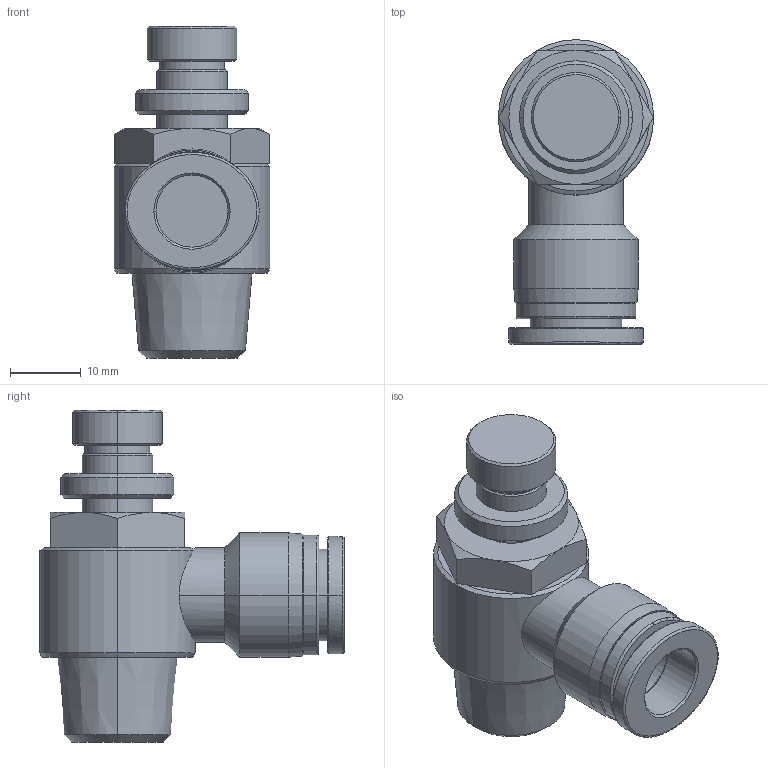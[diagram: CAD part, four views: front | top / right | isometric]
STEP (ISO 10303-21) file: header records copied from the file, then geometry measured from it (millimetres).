
FILE_DESCRIPTION((''),'2;1');
FILE_NAME('NSE1003-MDT.stp','2017-07-22T08:52:19',(''),(''),'Mechanical Desktop 2009','Mechanical Desktop 2009',', , ');
FILE_SCHEMA(('CONFIG_CONTROL_DESIGN'));
Length unit declared in the file: millimetre
Products named in the file (6): NSE1003-MDTA; NSE1003-MDT; NSE; COLLAR-06L; R03; COLLAR-10L
Assembly tree (6 placements, depth 3):
  NSE1003-MDTA
    NSE1003-MDT
    NSE
      COLLAR-06L
      R03
    R03
    COLLAR-10L
Bounding box: 22 x 43.1 x 47 mm (x, y, z)
Volume: 14352.4 mm3; surface area: 5664.4 mm2
Topology: 1 solids, 1 shells, 97 faces, 211 edges, 127 vertices
Faces by surface type: plane 32, cone 30, cylinder 25, torus 6, bspline 4
Entity records: 3361 total; most frequent: CARTESIAN_POINT 1051, DIRECTION 502, ORIENTED_EDGE 422, AXIS2_PLACEMENT_3D 214, EDGE_CURVE 211, VERTEX_POINT 127, CIRCLE 114, EDGE_LOOP 108
